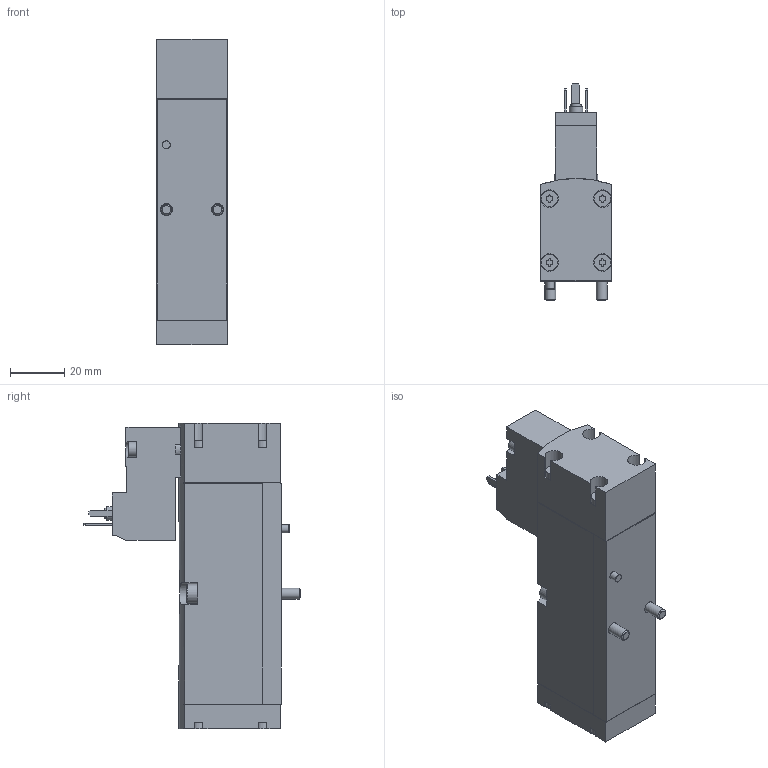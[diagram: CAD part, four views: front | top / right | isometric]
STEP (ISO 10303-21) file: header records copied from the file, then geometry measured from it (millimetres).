
FILE_DESCRIPTION(/* description */ ('STEP AP214'),/* implementation_level */ '2;1');
FILE_NAME(/* name */ '547240_VSVA-B-M52-MZH-A1-3AC1',/* time_stamp */ '2024-09-17T07:37:39+02:00',/* author */ ('License CC BY-ND 4.0'),/* organization */ ('CADENAS'),/* preprocessor_version */ 'ST-DEVELOPER v19.3',/* originating_system */ 'PARTsolutions',/* authorisation */ ' ');
FILE_SCHEMA (('AUTOMOTIVE_DESIGN {1 0 10303 214 3 1 1}'));
Length unit declared in the file: millimetre
Products named in the file (1): 547240 VSVA-B-M52-MZH-A1-3AC1
Bounding box: 26 x 80.1 x 113.1 mm (x, y, z)
Volume: 120988.7 mm3; surface area: 23199.2 mm2
Topology: 1 solids, 1 shells, 305 faces, 795 edges, 525 vertices
Faces by surface type: plane 160, cylinder 137, cone 8
Full cylindrical faces by diameter (mm): 2.013 x1, 2.5 x1, 3 x1, 3.8 x1, 4 x2, 4.5 x2, 4.8 x1, 5 x1, 5.5 x2, 6 x8, 7 x2
Entity records: 11404 total; most frequent: CARTESIAN_POINT 1652, DIRECTION 1638, ORIENTED_EDGE 1518, EDGE_CURVE 759, AXIS2_PLACEMENT_3D 589, VERTEX_POINT 519, LINE 460, VECTOR 460
